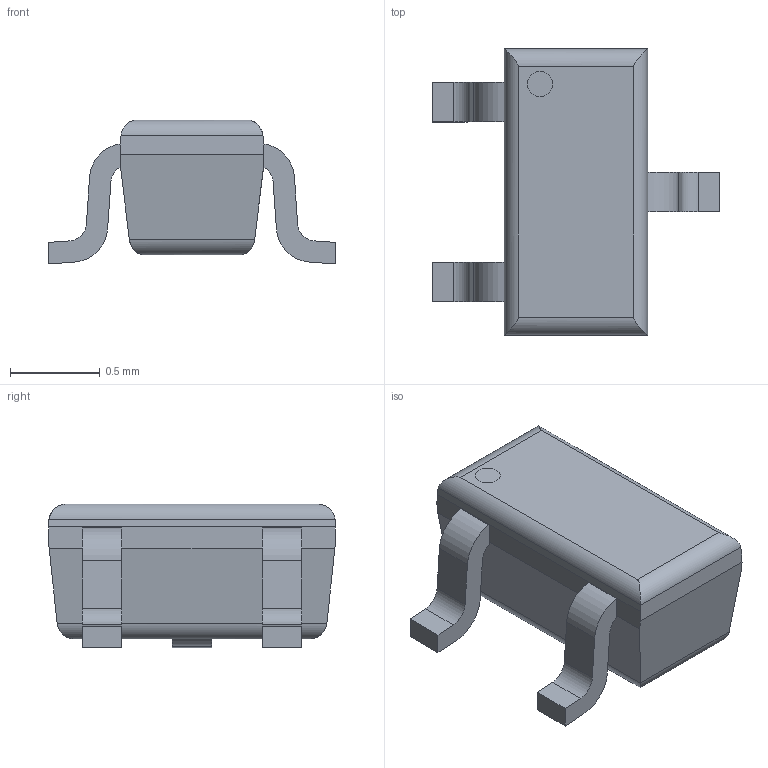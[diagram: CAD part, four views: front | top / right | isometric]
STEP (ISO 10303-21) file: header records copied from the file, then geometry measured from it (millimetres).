
FILE_DESCRIPTION(('FreeCAD Model'),'2;1');
FILE_NAME('Open CASCADE Shape Model','2026-02-23T21:57:32',( 'kicad StepUp'),('ksu MCAD'),'Open CASCADE STEP processor 7.9', 'FreeCAD','Unknown');
FILE_SCHEMA(('AUTOMOTIVE_DESIGN { 1 0 10303 214 1 1 1 1 }'));
Length unit declared in the file: millimetre
Products named in the file (1): SOT-523
Bounding box: 1.6 x 1.6 x 0.8 mm (x, y, z)
Volume: 0.9 mm3; surface area: 7.3 mm2
Topology: 5 solids, 5 shells, 72 faces, 549 edges, 1586 vertices
Faces by surface type: plane 45, cylinder 27
Entity records: 8464 total; most frequent: CARTESIAN_POINT 2544, DIRECTION 761, LINE 387, VECTOR 387, GEOMETRIC_CURVE_SET 367, ORIENTED_EDGE 366, TRIMMED_CURVE 366, PRESENTATION_STYLE_ASSIGNMENT 260
